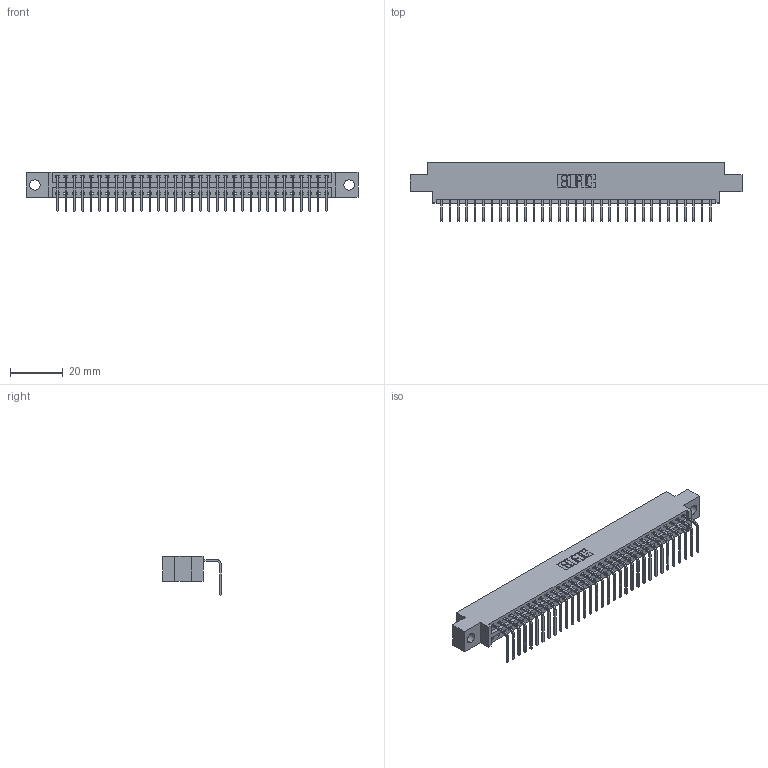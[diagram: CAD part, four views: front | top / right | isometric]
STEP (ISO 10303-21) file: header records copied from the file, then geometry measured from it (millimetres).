
FILE_DESCRIPTION (( 'STEP AP203' ), '1' );
FILE_NAME ('396-033-558-604.STEP', '2018-09-05T23:35:40', ( '' ), ( '' ), 'SwSTEP 2.0', 'SolidWorks 2016', '' );
FILE_SCHEMA (( 'CONFIG_CONTROL_DESIGN' ));
Length unit declared in the file: inch
Products named in the file (3): 396-033-558-604; 346 Part_0.170 Offset - 0.156 Dia-TH; 345-292-001_558 Tail - 2
Assembly tree (34 placements, depth 2):
  396-033-558-604
    346 Part_0.170 Offset - 0.156 Dia-TH
    345-292-001_558 Tail - 2  x33
Bounding box: 125.35 x 22.16 x 14.73 mm (x, y, z)
Volume: 11804.1 mm3; surface area: 15277.8 mm2
Topology: 34 solids, 34 shells, 2106 faces, 6347 edges, 4186 vertices
Faces by surface type: plane 1466, cylinder 640
Entity records: 21911 total; most frequent: CARTESIAN_POINT 3767, ORIENTED_EDGE 3734, DIRECTION 3333, EDGE_CURVE 1867, LINE 1603, VECTOR 1603, VERTEX_POINT 1242, AXIS2_PLACEMENT_3D 865
